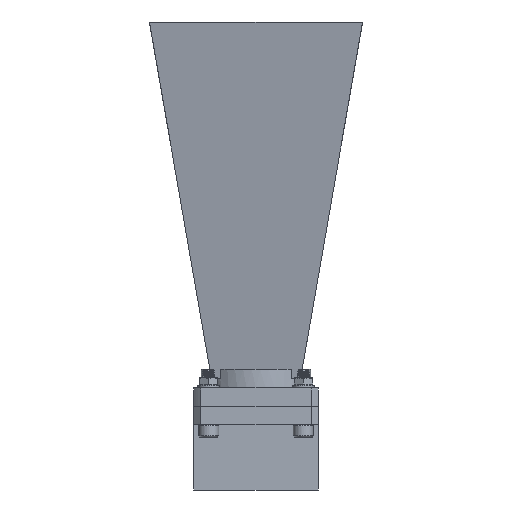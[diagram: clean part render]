
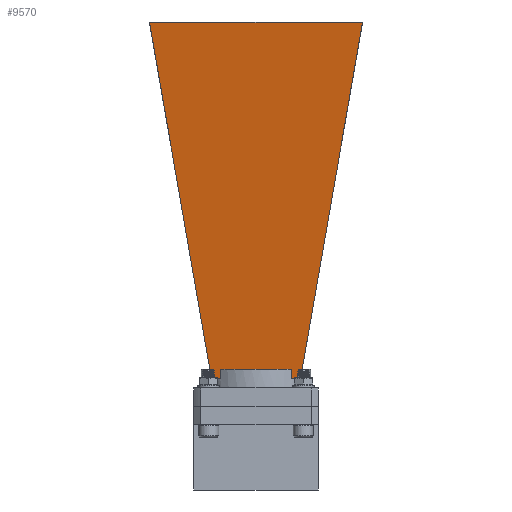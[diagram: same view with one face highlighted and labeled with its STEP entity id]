
A CAD part, front view. The second image highlights one B-rep face of the part: STEP entity #9570.
In plain terms, the highlighted face is planar.
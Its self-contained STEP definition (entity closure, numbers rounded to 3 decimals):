
#11 = CARTESIAN_POINT ( 'NONE',  ( -12.243, 9.525, 8.09 ) ) ;
#58 = VECTOR ( 'NONE', #9581, 1000. ) ;
#100 = VERTEX_POINT ( 'NONE', #4940 ) ;
#134 = VECTOR ( 'NONE', #10653, 1000. ) ;
#165 = DIRECTION ( 'NONE',  ( 1., 0., 0. ) ) ;
#379 = DIRECTION ( 'NONE',  ( 0., 0.989, 0.15 ) ) ;
#511 = ORIENTED_EDGE ( 'NONE', *, *, #2884, .T. ) ;
#591 = LINE ( 'NONE', #7278, #134 ) ;
#669 = ORIENTED_EDGE ( 'NONE', *, *, #1899, .T. ) ;
#857 = AXIS2_PLACEMENT_3D ( 'NONE', #6448, #10660, #2978 ) ;
#903 = VERTEX_POINT ( 'NONE', #7725 ) ;
#988 = VERTEX_POINT ( 'NONE', #1600 ) ;
#1342 = LINE ( 'NONE', #4779, #2188 ) ;
#1600 = CARTESIAN_POINT ( 'NONE',  ( -15.844, 12.7, 8.57 ) ) ;
#1698 = DIRECTION ( 'NONE',  ( 1., 0., 0. ) ) ;
#1757 = CARTESIAN_POINT ( 'NONE',  ( 151.088, 131.831, 26.594 ) ) ;
#1899 = EDGE_CURVE ( 'NONE', #2321, #988, #6368, .T. ) ;
#1941 = VECTOR ( 'NONE', #379, 1000. ) ;
#1947 = VECTOR ( 'NONE', #5323, 1000. ) ;
#2131 = PLANE ( 'NONE',  #857 ) ;
#2188 = VECTOR ( 'NONE', #8201, 1000. ) ;
#2321 = VERTEX_POINT ( 'NONE', #4460 ) ;
#2361 = DIRECTION ( 'NONE',  ( 0., -0.989, -0.15 ) ) ;
#2374 = ORIENTED_EDGE ( 'NONE', *, *, #5337, .T. ) ;
#2432 = LINE ( 'NONE', #4233, #7684 ) ;
#2568 = CARTESIAN_POINT ( 'NONE',  ( -33.13, 12.7, 8.57 ) ) ;
#2730 = CARTESIAN_POINT ( 'NONE',  ( -19.199, 31.972, 11.486 ) ) ;
#2861 = VECTOR ( 'NONE', #4411, 1000. ) ;
#2870 = LINE ( 'NONE', #10548, #6937 ) ;
#2884 = EDGE_CURVE ( 'NONE', #5450, #4718, #6893, .T. ) ;
#2978 = DIRECTION ( 'NONE',  ( 0., 0.989, 0.15 ) ) ;
#3172 = DIRECTION ( 'NONE',  ( 0., -0.989, -0.15 ) ) ;
#3232 = LINE ( 'NONE', #5805, #11088 ) ;
#3298 = VERTEX_POINT ( 'NONE', #5376 ) ;
#3725 = VECTOR ( 'NONE', #8655, 1000. ) ;
#4032 = VERTEX_POINT ( 'NONE', #10258 ) ;
#4233 = CARTESIAN_POINT ( 'NONE',  ( -14.605, 12.076, 8.475 ) ) ;
#4312 = EDGE_CURVE ( 'NONE', #3298, #903, #591, .T. ) ;
#4360 = EDGE_CURVE ( 'NONE', #8978, #5450, #9929, .T. ) ;
#4364 = VERTEX_POINT ( 'NONE', #5614 ) ;
#4411 = DIRECTION ( 'NONE',  ( -1., 0., 0. ) ) ;
#4460 = CARTESIAN_POINT ( 'NONE',  ( -36.583, 131.831, 26.594 ) ) ;
#4659 = CARTESIAN_POINT ( 'NONE',  ( -12.243, 12.076, 8.475 ) ) ;
#4718 = VERTEX_POINT ( 'NONE', #7157 ) ;
#4779 = CARTESIAN_POINT ( 'NONE',  ( 14.605, 9.525, 8.09 ) ) ;
#4940 = CARTESIAN_POINT ( 'NONE',  ( -14.605, 9.525, 8.09 ) ) ;
#4981 = EDGE_CURVE ( 'NONE', #100, #8978, #3232, .T. ) ;
#4990 = EDGE_CURVE ( 'NONE', #4364, #100, #2432, .T. ) ;
#5253 = CARTESIAN_POINT ( 'NONE',  ( 12.243, 12.076, 8.475 ) ) ;
#5323 = DIRECTION ( 'NONE',  ( 1., 0., 0. ) ) ;
#5337 = EDGE_CURVE ( 'NONE', #4718, #4032, #6915, .T. ) ;
#5376 = CARTESIAN_POINT ( 'NONE',  ( 36.583, 131.831, 26.594 ) ) ;
#5450 = VERTEX_POINT ( 'NONE', #6618 ) ;
#5479 = ORIENTED_EDGE ( 'NONE', *, *, #4981, .T. ) ;
#5614 = CARTESIAN_POINT ( 'NONE',  ( -14.605, 12.7, 8.57 ) ) ;
#5805 = CARTESIAN_POINT ( 'NONE',  ( -12.243, 9.525, 8.09 ) ) ;
#5921 = VERTEX_POINT ( 'NONE', #10772 ) ;
#6118 = ORIENTED_EDGE ( 'NONE', *, *, #4312, .F. ) ;
#6368 = LINE ( 'NONE', #2730, #58 ) ;
#6371 = EDGE_CURVE ( 'NONE', #4032, #5921, #1342, .T. ) ;
#6448 = CARTESIAN_POINT ( 'NONE',  ( 151.088, 9.525, 8.09 ) ) ;
#6618 = CARTESIAN_POINT ( 'NONE',  ( -12.243, 12.7, 8.57 ) ) ;
#6824 = LINE ( 'NONE', #2568, #1947 ) ;
#6886 = EDGE_LOOP ( 'NONE', ( #7432, #7070, #5479, #10233, #511, #2374, #9186, #7214, #10134, #6118, #8032, #669 ) ) ;
#6893 = LINE ( 'NONE', #9497, #3725 ) ;
#6915 = LINE ( 'NONE', #5253, #8677 ) ;
#6931 = VECTOR ( 'NONE', #165, 1000. ) ;
#6937 = VECTOR ( 'NONE', #7283, 1000. ) ;
#7019 = LINE ( 'NONE', #7872, #6931 ) ;
#7070 = ORIENTED_EDGE ( 'NONE', *, *, #4990, .T. ) ;
#7157 = CARTESIAN_POINT ( 'NONE',  ( 12.243, 12.7, 8.57 ) ) ;
#7214 = ORIENTED_EDGE ( 'NONE', *, *, #7819, .T. ) ;
#7278 = CARTESIAN_POINT ( 'NONE',  ( 19.199, 31.972, 11.486 ) ) ;
#7283 = DIRECTION ( 'NONE',  ( 0., 0.989, 0.15 ) ) ;
#7432 = ORIENTED_EDGE ( 'NONE', *, *, #10865, .T. ) ;
#7684 = VECTOR ( 'NONE', #3172, 1000. ) ;
#7725 = CARTESIAN_POINT ( 'NONE',  ( 15.844, 12.7, 8.57 ) ) ;
#7819 = EDGE_CURVE ( 'NONE', #5921, #9989, #2870, .T. ) ;
#7872 = CARTESIAN_POINT ( 'NONE',  ( -33.13, 12.7, 8.57 ) ) ;
#8032 = ORIENTED_EDGE ( 'NONE', *, *, #10008, .T. ) ;
#8201 = DIRECTION ( 'NONE',  ( 1., 0., 0. ) ) ;
#8629 = EDGE_CURVE ( 'NONE', #9989, #903, #6824, .T. ) ;
#8655 = DIRECTION ( 'NONE',  ( 1., 0., 0. ) ) ;
#8676 = CARTESIAN_POINT ( 'NONE',  ( 14.605, 12.7, 8.57 ) ) ;
#8677 = VECTOR ( 'NONE', #2361, 1000. ) ;
#8937 = FACE_OUTER_BOUND ( 'NONE', #6886, .T. ) ;
#8978 = VERTEX_POINT ( 'NONE', #11 ) ;
#9186 = ORIENTED_EDGE ( 'NONE', *, *, #6371, .T. ) ;
#9455 = LINE ( 'NONE', #1757, #2861 ) ;
#9497 = CARTESIAN_POINT ( 'NONE',  ( -33.13, 12.7, 8.57 ) ) ;
#9570 = ADVANCED_FACE ( 'NONE', ( #8937 ), #2131, .F. ) ;
#9581 = DIRECTION ( 'NONE',  ( 0.17, -0.974, -0.147 ) ) ;
#9929 = LINE ( 'NONE', #4659, #1941 ) ;
#9989 = VERTEX_POINT ( 'NONE', #8676 ) ;
#10008 = EDGE_CURVE ( 'NONE', #3298, #2321, #9455, .T. ) ;
#10134 = ORIENTED_EDGE ( 'NONE', *, *, #8629, .T. ) ;
#10233 = ORIENTED_EDGE ( 'NONE', *, *, #4360, .T. ) ;
#10258 = CARTESIAN_POINT ( 'NONE',  ( 12.243, 9.525, 8.09 ) ) ;
#10548 = CARTESIAN_POINT ( 'NONE',  ( 14.605, 12.076, 8.475 ) ) ;
#10653 = DIRECTION ( 'NONE',  ( -0.17, -0.974, -0.147 ) ) ;
#10660 = DIRECTION ( 'NONE',  ( 0., 0.15, -0.989 ) ) ;
#10772 = CARTESIAN_POINT ( 'NONE',  ( 14.605, 9.525, 8.09 ) ) ;
#10865 = EDGE_CURVE ( 'NONE', #988, #4364, #7019, .T. ) ;
#11088 = VECTOR ( 'NONE', #1698, 1000. ) ;
